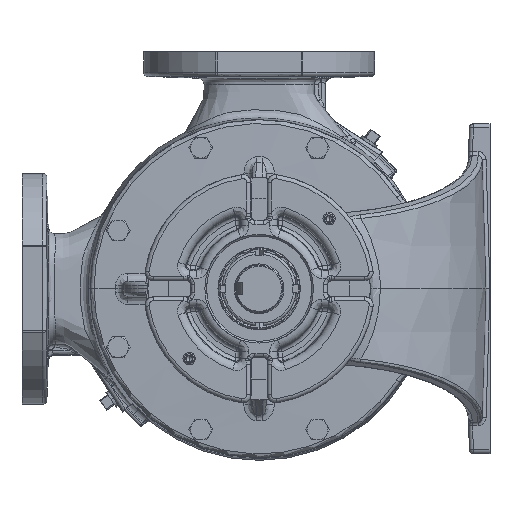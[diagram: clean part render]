
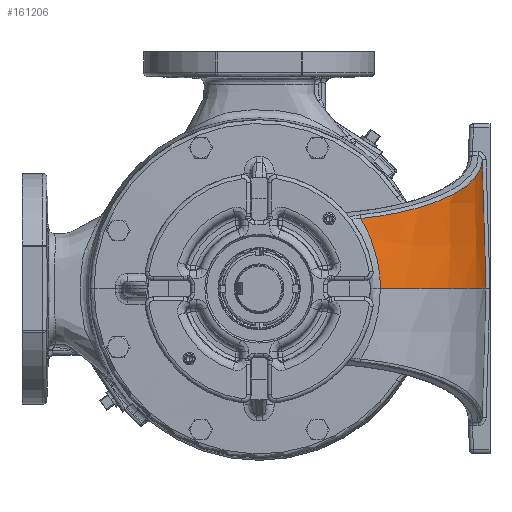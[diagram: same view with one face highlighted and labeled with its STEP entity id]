
A CAD part, left-side view. The second image highlights one B-rep face of the part: STEP entity #161206.
In plain terms, the highlighted conical face has half-angle 1.75 degrees and reference radius 133.35 mm.
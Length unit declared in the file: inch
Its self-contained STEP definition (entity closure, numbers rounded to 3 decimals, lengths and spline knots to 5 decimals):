
#28 = CARTESIAN_POINT ( 'NONE',  ( -5.5454, -6.76065, 3.90548 ) ) ;
#672 = CARTESIAN_POINT ( 'NONE',  ( -6.42966, -6.69689, 3.59115 ) ) ;
#1306 = CARTESIAN_POINT ( 'NONE',  ( -8.51128, -5.86947, 2.85107 ) ) ;
#1961 = CARTESIAN_POINT ( 'NONE',  ( -10.35173, -3.62876, 2.19661 ) ) ;
#7011 = CARTESIAN_POINT ( 'NONE',  ( -10.38963, -3.66248, 0.37551 ) ) ;
#7229 = CARTESIAN_POINT ( 'NONE',  ( -5.67873, -6.87869, 0. ) ) ;
#15519 = CARTESIAN_POINT ( 'NONE',  ( -6.63185, -6.66031, 3.51927 ) ) ;
#16172 = CARTESIAN_POINT ( 'NONE',  ( -9.05694, -5.44781, 2.65705 ) ) ;
#16366 = VERTEX_POINT ( 'NONE', #110990 ) ;
#16820 = CARTESIAN_POINT ( 'NONE',  ( -10.53765, -3.08629, 2.13049 ) ) ;
#18024 = ORIENTED_EDGE ( 'NONE', *, *, #143585, .T. ) ;
#19945 = DIRECTION ( 'NONE',  ( 0., 0., 1. ) ) ;
#21912 = CARTESIAN_POINT ( 'NONE',  ( -10.39053, -3.67506, 0.18809 ) ) ;
#21948 = FACE_OUTER_BOUND ( 'NONE', #157282, .T. ) ;
#30379 = CARTESIAN_POINT ( 'NONE',  ( -6.89814, -6.60059, 3.42461 ) ) ;
#31029 = CARTESIAN_POINT ( 'NONE',  ( -9.44586, -5.04931, 2.51875 ) ) ;
#36194 = CARTESIAN_POINT ( 'NONE',  ( -10.46189, -3.37767, 1.55111 ) ) ;
#36841 = CARTESIAN_POINT ( 'NONE',  ( -10.39328, -3.67962, 0.04704 ) ) ;
#37065 = CARTESIAN_POINT ( 'NONE',  ( -5.63426, -6.8399, 1.30184 ) ) ;
#45326 = CARTESIAN_POINT ( 'NONE',  ( -7.41774, -6.44257, 3.23988 ) ) ;
#45952 = CARTESIAN_POINT ( 'NONE',  ( -9.5821, -4.88752, 2.4703 ) ) ;
#47366 = AXIS2_PLACEMENT_3D ( 'NONE', #168799, #123878, #139911 ) ;
#50395 = CARTESIAN_POINT ( 'NONE',  ( -10.53765, -3.08629, 2.13049 ) ) ;
#51034 = CARTESIAN_POINT ( 'NONE',  ( -10.43953, -3.45793, 1.33268 ) ) ;
#51880 = CARTESIAN_POINT ( 'NONE',  ( -5.58982, -6.80056, 2.60367 ) ) ;
#57898 = VERTEX_POINT ( 'NONE', #139190 ) ;
#59461 = CARTESIAN_POINT ( 'NONE',  ( -5.68223, -6.7612, 3.85685 ) ) ;
#60112 = CARTESIAN_POINT ( 'NONE',  ( -7.97627, -6.18729, 3.0413 ) ) ;
#60755 = CARTESIAN_POINT ( 'NONE',  ( -9.64874, -4.80469, 2.44661 ) ) ;
#64497 = CIRCLE ( 'NONE', #133646, 5.25 ) ;
#65847 = CARTESIAN_POINT ( 'NONE',  ( -10.42762, -3.50079, 1.19901 ) ) ;
#74347 = CARTESIAN_POINT ( 'NONE',  ( -5.88699, -6.75451, 3.78406 ) ) ;
#74989 = CARTESIAN_POINT ( 'NONE',  ( -8.15788, -6.08861, 2.97673 ) ) ;
#75617 = CARTESIAN_POINT ( 'NONE',  ( -9.7561, -4.66402, 2.40843 ) ) ;
#79962 = CARTESIAN_POINT ( 'NONE',  ( -10.51443, -3.18296, 1.97131 ) ) ;
#80581 = CARTESIAN_POINT ( 'NONE',  ( -10.40692, -3.57669, 0.92856 ) ) ;
#82627 = CARTESIAN_POINT ( 'NONE',  ( -10.39475, -3.67984, 0. ) ) ;
#88356 = CARTESIAN_POINT ( 'NONE',  ( -5.61379, -6.76161, 3.88118 ) ) ;
#88974 = CARTESIAN_POINT ( 'NONE',  ( -6.22685, -6.72664, 3.66325 ) ) ;
#89616 = CARTESIAN_POINT ( 'NONE',  ( -8.39601, -5.94591, 2.89206 ) ) ;
#90236 = CARTESIAN_POINT ( 'NONE',  ( -10.10434, -4.13522, 2.28459 ) ) ;
#95240 = CARTESIAN_POINT ( 'NONE',  ( -10.39065, -3.65274, 0.46854 ) ) ;
#98456 = ORIENTED_EDGE ( 'NONE', *, *, #140817, .T. ) ;
#98572 = ORIENTED_EDGE ( 'NONE', *, *, #143932, .T. ) ;
#103214 = ORIENTED_EDGE ( 'NONE', *, *, #144174, .T. ) ;
#103639 = CARTESIAN_POINT ( 'NONE',  ( -6.49718, -6.68561, 3.56715 ) ) ;
#104278 = CARTESIAN_POINT ( 'NONE',  ( -8.84683, -5.62695, 2.73176 ) ) ;
#104887 = CARTESIAN_POINT ( 'NONE',  ( -10.45549, -3.36385, 2.15971 ) ) ;
#107960 = CARTESIAN_POINT ( 'NONE',  ( -5.56146, -1.63, 0. ) ) ;
#109922 = CARTESIAN_POINT ( 'NONE',  ( -10.39006, -3.67249, 0.23509 ) ) ;
#110990 = CARTESIAN_POINT ( 'NONE',  ( -5.5454, -6.76065, 3.90548 ) ) ;
#112020 = CARTESIAN_POINT ( 'NONE',  ( -10.53765, -3.08629, 2.13049 ) ) ;
#115798 = B_SPLINE_CURVE_WITH_KNOTS ( 'NONE', 3,
 ( #7229, #37065, #51880, #154371 ),
 .UNSPECIFIED., .F., .F.,
 ( 4, 4 ),
 ( 0., 0.0993 ),
 .UNSPECIFIED. ) ;
#116104 = CONICAL_SURFACE ( 'NONE', #47366, 5.25, 0.031 ) ;
#118299 = CARTESIAN_POINT ( 'NONE',  ( -6.69875, -6.64635, 3.49549 ) ) ;
#118924 = CARTESIAN_POINT ( 'NONE',  ( -9.35125, -5.1523, 2.55239 ) ) ;
#122653 = DIRECTION ( 'NONE',  ( 1., 0., 0. ) ) ;
#123878 = DIRECTION ( 'NONE',  ( 0., 0., -1. ) ) ;
#123999 = CARTESIAN_POINT ( 'NONE',  ( -10.49196, -3.26766, 1.80653 ) ) ;
#124086 = B_SPLINE_CURVE_WITH_KNOTS ( 'NONE', 3,
 ( #28, #88356, #59461, #161966, #74347, #176781, #88974, #672, #103639, #15519, #118299, #30379, #133096, #45326, #147812, #60112, #162615, #74989, #177398, #89616, #1306, #104278, #16172, #118924, #31029, #133738, #45952, #148453, #60755, #163256, #75617, #178019, #90236, #1961, #104887, #16820 ),
 .UNSPECIFIED., .F., .F.,
 ( 4, 2, 2, 2, 2, 2, 2, 2, 2, 2, 2, 2, 2, 2, 2, 2, 2, 4 ),
 ( 0.00329, 0.00882, 0.01435, 0.02541, 0.03094, 0.03647, 0.04753, 0.06966, 0.07519, 0.08072, 0.09178, 0.1139, 0.12497, 0.12773, 0.1305, 0.13603, 0.15815, 0.18028 ),
 .UNSPECIFIED. ) ;
#124641 = CARTESIAN_POINT ( 'NONE',  ( -10.39214, -3.67862, 0.09407 ) ) ;
#127922 = B_SPLINE_CURVE_WITH_KNOTS ( 'NONE', 3,
 ( #50395, #79962, #123999, #36194, #138768, #51034, #153518, #65847, #168297, #80581, #183044, #95240, #7011, #109922, #21912, #124641, #36841, #139396 ),
 .UNSPECIFIED., .F., .F.,
 ( 4, 2, 2, 2, 2, 2, 2, 2, 4 ),
 ( 0.00233, 0.01654, 0.02364, 0.02719, 0.03075, 0.04495, 0.05205, 0.05561, 0.05916 ),
 .UNSPECIFIED. ) ;
#133096 = CARTESIAN_POINT ( 'NONE',  ( -7.02932, -6.56491, 3.37797 ) ) ;
#133646 = AXIS2_PLACEMENT_3D ( 'NONE', #107960, #19945, #122653 ) ;
#133738 = CARTESIAN_POINT ( 'NONE',  ( -9.55958, -4.91473, 2.47831 ) ) ;
#138768 = CARTESIAN_POINT ( 'NONE',  ( -10.45247, -3.41149, 1.46458 ) ) ;
#139190 = CARTESIAN_POINT ( 'NONE',  ( -5.67873, -6.87869, 0. ) ) ;
#139396 = CARTESIAN_POINT ( 'NONE',  ( -10.39475, -3.67984, 0. ) ) ;
#139911 = DIRECTION ( 'NONE',  ( 1., 0., 0. ) ) ;
#140817 = EDGE_CURVE ( 'NONE', #173426, #57898, #64497, .T. ) ;
#143585 = EDGE_CURVE ( 'NONE', #57898, #16366, #115798, .T. ) ;
#143932 = EDGE_CURVE ( 'NONE', #16366, #146112, #124086, .T. ) ;
#144174 = EDGE_CURVE ( 'NONE', #146112, #173426, #127922, .T. ) ;
#146112 = VERTEX_POINT ( 'NONE', #112020 ) ;
#147812 = CARTESIAN_POINT ( 'NONE',  ( -7.66988, -6.34072, 3.15024 ) ) ;
#148453 = CARTESIAN_POINT ( 'NONE',  ( -9.62667, -4.83251, 2.45446 ) ) ;
#153518 = CARTESIAN_POINT ( 'NONE',  ( -10.43541, -3.4727, 1.28836 ) ) ;
#154371 = CARTESIAN_POINT ( 'NONE',  ( -5.5454, -6.76065, 3.90548 ) ) ;
#157282 = EDGE_LOOP ( 'NONE', ( #98456, #18024, #98572, #103214 ) ) ;
#161206 = ADVANCED_FACE ( 'NONE', ( #21948 ), #116104, .T. ) ;
#161966 = CARTESIAN_POINT ( 'NONE',  ( -5.81881, -6.75765, 3.8083 ) ) ;
#162615 = CARTESIAN_POINT ( 'NONE',  ( -8.0371, -6.15529, 3.01967 ) ) ;
#163256 = CARTESIAN_POINT ( 'NONE',  ( -9.71392, -4.72074, 2.42343 ) ) ;
#168297 = CARTESIAN_POINT ( 'NONE',  ( -10.42395, -3.51411, 1.154 ) ) ;
#168799 = CARTESIAN_POINT ( 'NONE',  ( -5.56146, -1.63, 0. ) ) ;
#173426 = VERTEX_POINT ( 'NONE', #82627 ) ;
#176781 = CARTESIAN_POINT ( 'NONE',  ( -6.09118, -6.74104, 3.71148 ) ) ;
#177398 = CARTESIAN_POINT ( 'NONE',  ( -8.2179, -6.05388, 2.95539 ) ) ;
#178019 = CARTESIAN_POINT ( 'NONE',  ( -9.96069, -4.37676, 2.33567 ) ) ;
#183044 = CARTESIAN_POINT ( 'NONE',  ( -10.39743, -3.61437, 0.74592 ) ) ;
